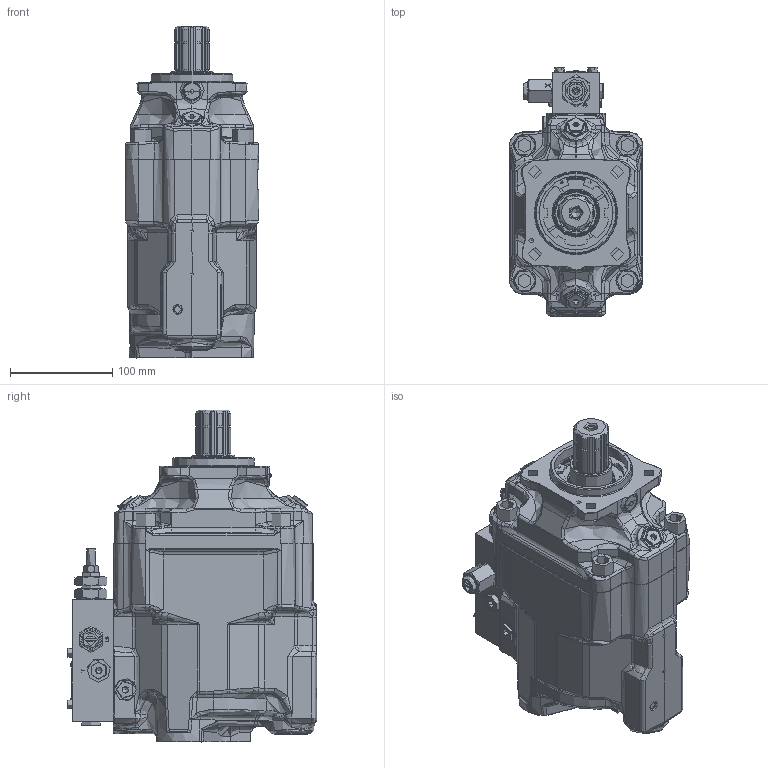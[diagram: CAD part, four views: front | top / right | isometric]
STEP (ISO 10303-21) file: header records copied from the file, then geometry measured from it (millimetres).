
FILE_DESCRIPTION(/* description */ (''),/* implementation_level */ '2;1');
FILE_NAME(/* name */ 'ajxhpv4b..stp',/* time_stamp */ '2020-05-04T15:41:03+00:00',/* author */ ('InventorETOServices'),/* organization */ (''),/* preprocessor_version */ 'ST-DEVELOPER v18.1',/* originating_system */ 'Autodesk Inventor 2021',/* authorisation */ '');
FILE_SCHEMA (('AUTOMOTIVE_DESIGN { 1 0 10303 214 3 1 1 }'));
Products named in the file (3): Intent; VP1.A0DB906A87FF75CED867652E7A27FECB; 3786940.C6EF41E4DDE118B616B741B68543769A
Assembly tree (2 placements, depth 3):
  Intent
    VP1.A0DB906A87FF75CED867652E7A27FECB
      3786940.C6EF41E4DDE118B616B741B68543769A
Bounding box: 130 x 243.26 x 324 mm (x, y, z)
Volume: 2524962.6 mm3; surface area: 484694.1 mm2
Topology: 4 solids, 30 shells, 3196 faces, 8116 edges, 5064 vertices
Faces by surface type: plane 940, bspline 862, cylinder 836, torus 275, cone 239, sphere 44
Full cylindrical faces by diameter (mm): 0.7 x1, 1 x2, 1.9 x2, 2 x3, 2.2 x2, 2.5 x1, 3 x8, 3.2 x1, 3.3 x2, 3.5 x1, 4 x11, 4.05 x1, 4.134 x1, 4.2 x2, 4.5 x3, 4.85 x1, 5 x17, 5.401 x1, 5.5 x4, 6 x6, 6.2 x1, 6.7 x1, 7 x8, 7.2 x1, 7.8 x2, 7.94 x1, 8 x4, 8.5 x5, 8.8 x1, 9.4 x7
Entity records: 154575 total; most frequent: CARTESIAN_POINT 82763, ORIENTED_EDGE 16108, DIRECTION 13871, EDGE_CURVE 8054, AXIS2_PLACEMENT_3D 5659, VERTEX_POINT 5063, EDGE_LOOP 3455, FACE_OUTER_BOUND 3196
